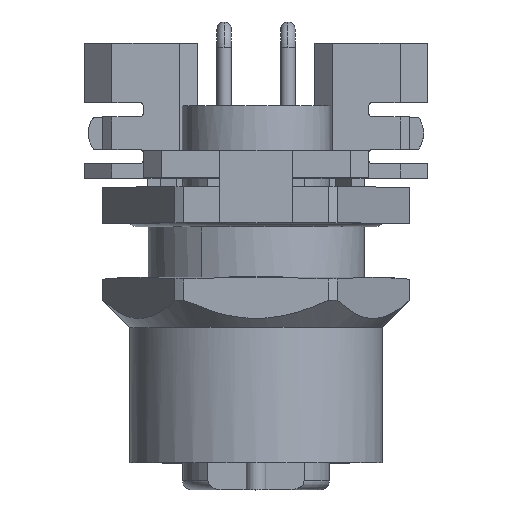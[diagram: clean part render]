
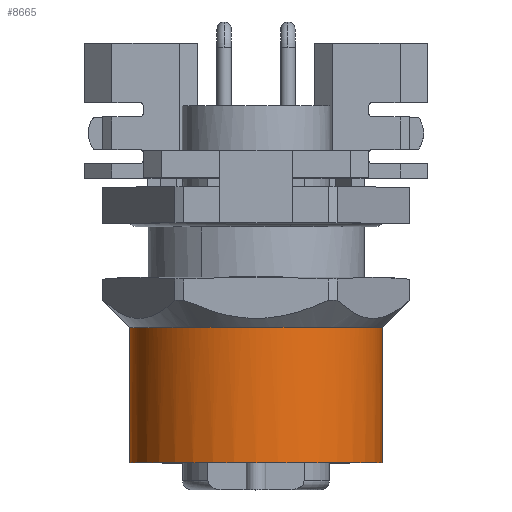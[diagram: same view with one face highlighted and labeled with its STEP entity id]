
A CAD part, top view. The second image highlights one B-rep face of the part: STEP entity #8665.
In plain terms, the highlighted cylindrical face has radius 7 mm (diameter 14 mm), a partial arc.
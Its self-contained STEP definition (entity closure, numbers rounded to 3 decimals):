
#8546=AXIS2_PLACEMENT_3D('Circle Axis2P3D',#8544,#8545,$) ;
#8626=AXIS2_PLACEMENT_3D('Cylinder Axis2P3D',#8623,#8624,#8625) ;
#8656=AXIS2_PLACEMENT_3D('Circle Axis2P3D',#8654,#8655,$) ;
#8544=CARTESIAN_POINT('Axis2P3D Location',(9.5,9.,12.2)) ;
#8548=CARTESIAN_POINT('Vertex',(16.5,9.,12.2)) ;
#8550=CARTESIAN_POINT('Vertex',(2.5,9.,12.2)) ;
#8623=CARTESIAN_POINT('Axis2P3D Location',(9.5,5.25,12.2)) ;
#8628=CARTESIAN_POINT('Line Origine',(2.5,5.25,12.2)) ;
#8632=CARTESIAN_POINT('Vertex',(2.5,1.5,12.2)) ;
#8635=CARTESIAN_POINT('Line Origine',(16.5,5.25,12.2)) ;
#8639=CARTESIAN_POINT('Vertex',(16.5,1.5,12.2)) ;
#8654=CARTESIAN_POINT('Axis2P3D Location',(9.5,1.5,12.2)) ;
#8545=DIRECTION('Axis2P3D Direction',(0.,-1.,0.)) ;
#8624=DIRECTION('Axis2P3D Direction',(0.,-1.,0.)) ;
#8625=DIRECTION('Axis2P3D XDirection',(1.,0.,0.)) ;
#8629=DIRECTION('Vector Direction',(0.,-1.,0.)) ;
#8636=DIRECTION('Vector Direction',(0.,-1.,0.)) ;
#8655=DIRECTION('Axis2P3D Direction',(0.,-1.,0.)) ;
#8630=VECTOR('Line Direction',#8629,1.) ;
#8637=VECTOR('Line Direction',#8636,1.) ;
#8660=ORIENTED_EDGE('',*,*,#8641,.F.) ;
#8661=ORIENTED_EDGE('',*,*,#8552,.T.) ;
#8662=ORIENTED_EDGE('',*,*,#8634,.F.) ;
#8663=ORIENTED_EDGE('',*,*,#8658,.F.) ;
#8665=ADVANCED_FACE('Hauptk\X2\00F6\X0\rper.1',(#8664),#8627,.T.) ;
#8547=CIRCLE('generated circle',#8546,7.) ;
#8657=CIRCLE('generated circle',#8656,7.) ;
#8627=CYLINDRICAL_SURFACE('generated cylinder',#8626,7.) ;
#8552=EDGE_CURVE('',#8549,#8551,#8547,.T.) ;
#8634=EDGE_CURVE('',#8633,#8551,#8631,.F.) ;
#8641=EDGE_CURVE('',#8549,#8640,#8638,.T.) ;
#8658=EDGE_CURVE('',#8640,#8633,#8657,.T.) ;
#8659=EDGE_LOOP('',(#8660,#8661,#8662,#8663)) ;
#8664=FACE_OUTER_BOUND('',#8659,.T.) ;
#8631=LINE('Line',#8628,#8630) ;
#8638=LINE('Line',#8635,#8637) ;
#8549=VERTEX_POINT('',#8548) ;
#8551=VERTEX_POINT('',#8550) ;
#8633=VERTEX_POINT('',#8632) ;
#8640=VERTEX_POINT('',#8639) ;
